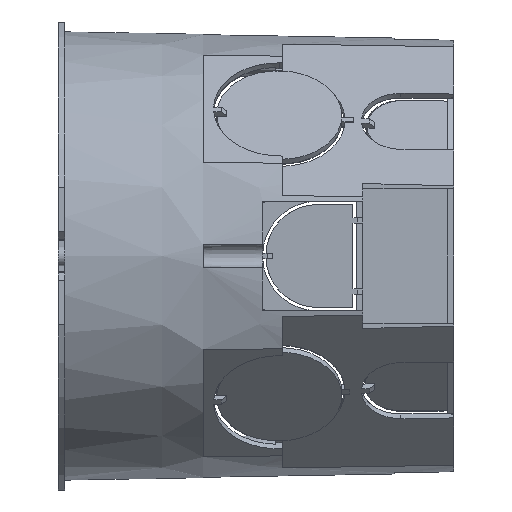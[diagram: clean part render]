
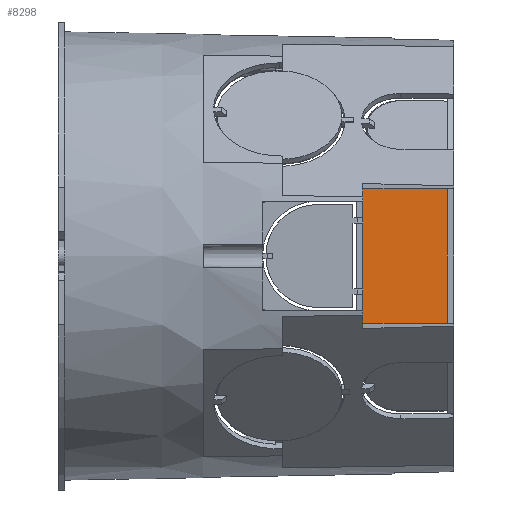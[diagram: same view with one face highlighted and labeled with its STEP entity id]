
A CAD part, left-side view. The second image highlights one B-rep face of the part: STEP entity #8298.
In plain terms, the highlighted planar face has unit normal (-1, -0.018, 0).
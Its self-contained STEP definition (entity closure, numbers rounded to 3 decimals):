
#78 = DIRECTION ( 'NONE',  ( 0., 0., 1. ) ) ;
#217 = DIRECTION ( 'NONE',  ( 0., 0., -1. ) ) ;
#1071 = CARTESIAN_POINT ( 'NONE',  ( -24.05, 1., -10.2 ) ) ;
#1363 = EDGE_CURVE ( 'NONE', #10689, #4601, #8902, .T. ) ;
#1380 = DIRECTION ( 'NONE',  ( 0., 0., 1. ) ) ;
#1664 = EDGE_CURVE ( 'NONE', #23764, #15242, #7953, .T. ) ;
#1729 = LINE ( 'NONE', #10134, #15737 ) ;
#1806 = DIRECTION ( 'NONE',  ( 0., 0., 1. ) ) ;
#1864 = DIRECTION ( 'NONE',  ( 0., 0., -1. ) ) ;
#1911 = VECTOR ( 'NONE', #1806, 1000. ) ;
#2442 = ORIENTED_EDGE ( 'NONE', *, *, #20728, .F. ) ;
#2660 = VECTOR ( 'NONE', #11293, 1000. ) ;
#3255 = LINE ( 'NONE', #22209, #13811 ) ;
#3385 = DIRECTION ( 'NONE',  ( -0.017, 1., 0. ) ) ;
#3473 = CARTESIAN_POINT ( 'NONE',  ( -24.273, 13.8, -5.8 ) ) ;
#3477 = CARTESIAN_POINT ( 'NONE',  ( -24.05, 1., 10.2 ) ) ;
#3628 = VECTOR ( 'NONE', #3385, 1000. ) ;
#3746 = DIRECTION ( 'NONE',  ( 0.017, -1., 0. ) ) ;
#3825 = DIRECTION ( 'NONE',  ( -1., -0.017, 0. ) ) ;
#3855 = ORIENTED_EDGE ( 'NONE', *, *, #6454, .T. ) ;
#4011 = VECTOR ( 'NONE', #1380, 1000. ) ;
#4012 = VERTEX_POINT ( 'NONE', #10678 ) ;
#4559 = VECTOR ( 'NONE', #20441, 1000. ) ;
#4601 = VERTEX_POINT ( 'NONE', #18719 ) ;
#4692 = LINE ( 'NONE', #21711, #18704 ) ;
#5041 = CARTESIAN_POINT ( 'NONE',  ( -24.273, 13.8, 8.3 ) ) ;
#5197 = LINE ( 'NONE', #18458, #4559 ) ;
#5304 = CARTESIAN_POINT ( 'NONE',  ( -24.273, 13.8, -5. ) ) ;
#5368 = LINE ( 'NONE', #12015, #15935 ) ;
#5439 = EDGE_CURVE ( 'NONE', #17755, #10689, #5197, .T. ) ;
#5953 = LINE ( 'NONE', #15735, #1911 ) ;
#6123 = AXIS2_PLACEMENT_3D ( 'NONE', #19636, #3825, #17745 ) ;
#6454 = EDGE_CURVE ( 'NONE', #24730, #25609, #1729, .T. ) ;
#7082 = EDGE_CURVE ( 'NONE', #4601, #15242, #3255, .T. ) ;
#7953 = LINE ( 'NONE', #10204, #2660 ) ;
#8298 = ADVANCED_FACE ( 'NONE', ( #12834 ), #13727, .T. ) ;
#8902 = LINE ( 'NONE', #9370, #3628 ) ;
#9138 = ORIENTED_EDGE ( 'NONE', *, *, #1664, .T. ) ;
#9289 = EDGE_CURVE ( 'NONE', #4012, #13440, #4692, .T. ) ;
#9361 = ORIENTED_EDGE ( 'NONE', *, *, #9289, .T. ) ;
#9370 = CARTESIAN_POINT ( 'NONE',  ( -24.05, 1., -10.2 ) ) ;
#9425 = ORIENTED_EDGE ( 'NONE', *, *, #7082, .F. ) ;
#9580 = CARTESIAN_POINT ( 'NONE',  ( -24.273, 13.8, 5.8 ) ) ;
#10134 = CARTESIAN_POINT ( 'NONE',  ( -24.273, 13.8, -11.2 ) ) ;
#10204 = CARTESIAN_POINT ( 'NONE',  ( -24.273, 13.8, -11.2 ) ) ;
#10678 = CARTESIAN_POINT ( 'NONE',  ( -24.273, 13.8, 5. ) ) ;
#10689 = VERTEX_POINT ( 'NONE', #1071 ) ;
#11293 = DIRECTION ( 'NONE',  ( 0., 0., -1. ) ) ;
#11367 = EDGE_LOOP ( 'NONE', ( #13105, #12239, #3855, #2442, #9361, #15217, #9138, #9425, #11589, #16671 ) ) ;
#11589 = ORIENTED_EDGE ( 'NONE', *, *, #1363, .F. ) ;
#12015 = CARTESIAN_POINT ( 'NONE',  ( -24.273, 13.8, -11.2 ) ) ;
#12239 = ORIENTED_EDGE ( 'NONE', *, *, #20200, .F. ) ;
#12834 = FACE_OUTER_BOUND ( 'NONE', #11367, .T. ) ;
#13105 = ORIENTED_EDGE ( 'NONE', *, *, #21830, .F. ) ;
#13261 = CARTESIAN_POINT ( 'NONE',  ( -24.273, 13.8, 10.2 ) ) ;
#13440 = VERTEX_POINT ( 'NONE', #16102 ) ;
#13727 = PLANE ( 'NONE',  #6123 ) ;
#13811 = VECTOR ( 'NONE', #24205, 1000. ) ;
#15217 = ORIENTED_EDGE ( 'NONE', *, *, #22287, .F. ) ;
#15242 = VERTEX_POINT ( 'NONE', #24163 ) ;
#15735 = CARTESIAN_POINT ( 'NONE',  ( -24.273, 13.8, 5.8 ) ) ;
#15737 = VECTOR ( 'NONE', #217, 1000. ) ;
#15935 = VECTOR ( 'NONE', #78, 1000. ) ;
#16102 = CARTESIAN_POINT ( 'NONE',  ( -24.273, 13.8, -5. ) ) ;
#16671 = ORIENTED_EDGE ( 'NONE', *, *, #5439, .F. ) ;
#17062 = VERTEX_POINT ( 'NONE', #13261 ) ;
#17745 = DIRECTION ( 'NONE',  ( 0.017, -1., 0. ) ) ;
#17755 = VERTEX_POINT ( 'NONE', #3477 ) ;
#18458 = CARTESIAN_POINT ( 'NONE',  ( -24.05, 1., 0. ) ) ;
#18675 = VECTOR ( 'NONE', #3746, 1000. ) ;
#18704 = VECTOR ( 'NONE', #1864, 1000. ) ;
#18719 = CARTESIAN_POINT ( 'NONE',  ( -24.273, 13.8, -10.2 ) ) ;
#19636 = CARTESIAN_POINT ( 'NONE',  ( -24.05, 1., -11.2 ) ) ;
#19641 = CARTESIAN_POINT ( 'NONE',  ( -24.05, 1., 10.2 ) ) ;
#20200 = EDGE_CURVE ( 'NONE', #24730, #17062, #5368, .T. ) ;
#20441 = DIRECTION ( 'NONE',  ( 0., 0., -1. ) ) ;
#20728 = EDGE_CURVE ( 'NONE', #4012, #25609, #5953, .T. ) ;
#21711 = CARTESIAN_POINT ( 'NONE',  ( -24.273, 13.8, -11.2 ) ) ;
#21830 = EDGE_CURVE ( 'NONE', #17062, #17755, #24586, .T. ) ;
#22209 = CARTESIAN_POINT ( 'NONE',  ( -24.273, 13.8, -11.2 ) ) ;
#22287 = EDGE_CURVE ( 'NONE', #23764, #13440, #25199, .T. ) ;
#23764 = VERTEX_POINT ( 'NONE', #3473 ) ;
#24163 = CARTESIAN_POINT ( 'NONE',  ( -24.273, 13.8, -8.3 ) ) ;
#24205 = DIRECTION ( 'NONE',  ( 0., 0., 1. ) ) ;
#24586 = LINE ( 'NONE', #19641, #18675 ) ;
#24730 = VERTEX_POINT ( 'NONE', #5041 ) ;
#25199 = LINE ( 'NONE', #5304, #4011 ) ;
#25609 = VERTEX_POINT ( 'NONE', #9580 ) ;
